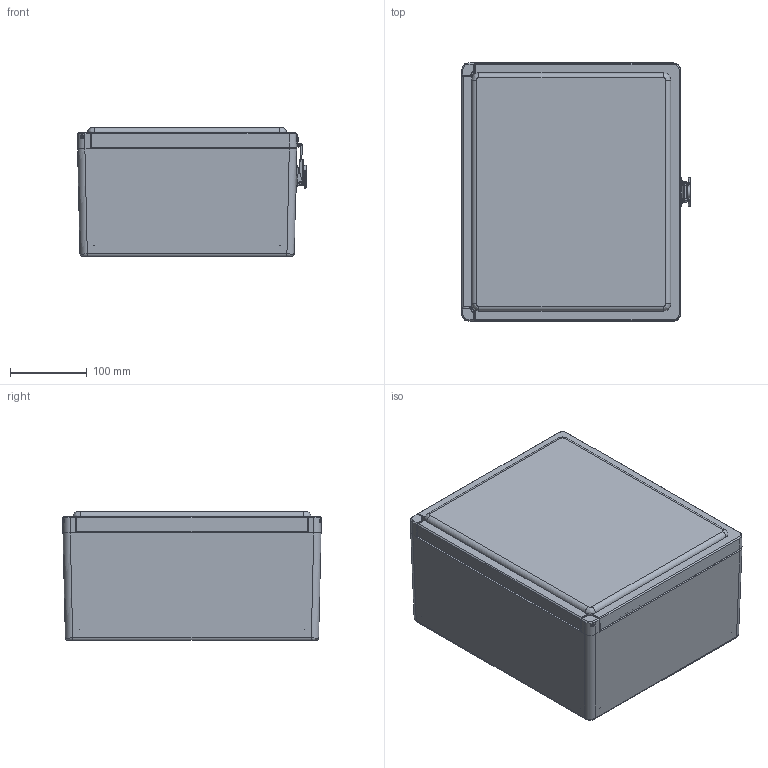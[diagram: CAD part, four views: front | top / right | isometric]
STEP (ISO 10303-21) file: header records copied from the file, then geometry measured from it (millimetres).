
FILE_DESCRIPTION(/* description */ (''),/* implementation_level */ '2;1');
FILE_NAME(/* name */ 'HW-131106CHTL.stp',/* time_stamp */ '2014-04-09T08:31:29-05:00',/* author */ ('jtigges'),/* organization */ (''),/* preprocessor_version */ 'ST-DEVELOPER v15.2',/* originating_system */ 'Autodesk Inventor 2014',/* authorisation */ '');
FILE_SCHEMA (('AUTOMOTIVE_DESIGN { 1 0 10303 214 3 1 1 }'));
Length unit declared in the file: inch
Products named in the file (21): WP1311HLLBOX; 0.3125-18 X 0.563 DP BRASS INSERT; 10-32 X0.3125 DP BRASS INSERT; 10-24 X 0.625 DP BRASS INSERT; ALIGNMENT PIN; LL150 body; LL150 handle; LL150 bottom; LL150 hinge pin; LL150 LATCH; RMRIV44; WP1311HLLCVR; GASKET_1311H; COVER CLIP; PUSH TACK; SS HINGE PIN; SS HINGE PIN WASHER; RMRIV46; CL1311HLL_STP
Bounding box: 297.71 x 335.76 x 167.48 mm (x, y, z)
Volume: 1798638 mm3; surface area: 844886.6 mm2
Topology: 30 solids, 30 shells, 1201 faces, 2866 edges, 1735 vertices
Faces by surface type: plane 427, cylinder 417, torus 135, cone 112, bspline 90, sphere 20
Full cylindrical faces by diameter (mm): 1.267 x2, 1.27 x1, 2.235 x2, 2.42 x2, 2.438 x2, 2.489 x2, 2.64 x4, 3.302 x2, 3.429 x5, 3.556 x10, 3.683 x2, 3.962 x4, 3.969 x2, 4.52 x4, 4.547 x2, 4.7 x11, 4.762 x6, 5.08 x2, 5.556 x2, 5.84 x2, 5.944 x2, 7.1 x2, 7.144 x12, 7.6 x1, 7.938 x4, 9.42 x2, 9.525 x2, 13.494 x8, 15.24 x1
Entity records: 40199 total; most frequent: CARTESIAN_POINT 13411, DIRECTION 5882, ORIENTED_EDGE 5210, EDGE_CURVE 2605, AXIS2_PLACEMENT_3D 2303, VERTEX_POINT 1620, EDGE_LOOP 1307, LINE 1276
